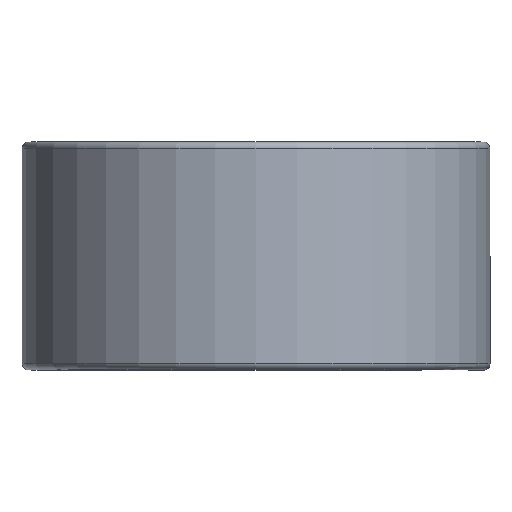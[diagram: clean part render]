
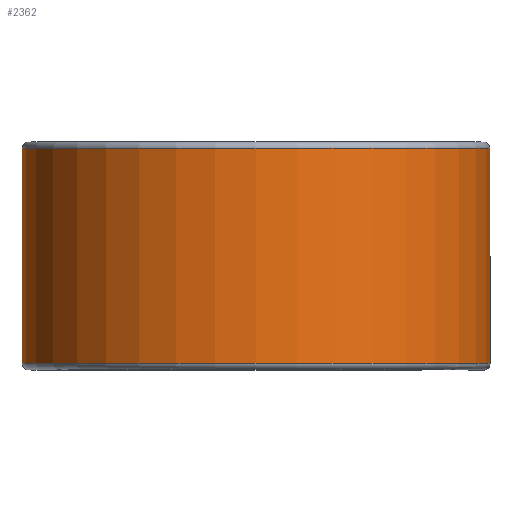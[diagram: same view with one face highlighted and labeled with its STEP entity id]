
A CAD part, top view. The second image highlights one B-rep face of the part: STEP entity #2362.
In plain terms, the highlighted cylindrical face has radius 27.711 mm (diameter 55.423 mm), a partial arc.
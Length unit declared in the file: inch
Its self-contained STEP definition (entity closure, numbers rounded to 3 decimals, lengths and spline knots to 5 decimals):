
#69 = EDGE_CURVE ( 'NONE', #902, #749, #719, .T. ) ;
#223 = VERTEX_POINT ( 'NONE', #1045 ) ;
#284 = CARTESIAN_POINT ( 'NONE',  ( 1.091, 0.50125, 0. ) ) ;
#303 = DIRECTION ( 'NONE',  ( 0., 1., 0. ) ) ;
#351 = ORIENTED_EDGE ( 'NONE', *, *, #2333, .F. ) ;
#368 = CYLINDRICAL_SURFACE ( 'NONE', #1919, 1.091 ) ;
#449 = DIRECTION ( 'NONE',  ( 0., 0., -1. ) ) ;
#471 = EDGE_LOOP ( 'NONE', ( #1602, #2241, #351, #782 ) ) ;
#617 = CARTESIAN_POINT ( 'NONE',  ( 0., -0.50125, 0. ) ) ;
#677 = VECTOR ( 'NONE', #303, 39.37008 ) ;
#719 = LINE ( 'NONE', #284, #677 ) ;
#749 = VERTEX_POINT ( 'NONE', #1257 ) ;
#782 = ORIENTED_EDGE ( 'NONE', *, *, #936, .F. ) ;
#811 = DIRECTION ( 'NONE',  ( 0., 0., -1. ) ) ;
#902 = VERTEX_POINT ( 'NONE', #2020 ) ;
#936 = EDGE_CURVE ( 'NONE', #902, #1261, #1946, .T. ) ;
#1030 = CARTESIAN_POINT ( 'NONE',  ( 0., 0.50125, 0. ) ) ;
#1045 = CARTESIAN_POINT ( 'NONE',  ( 0., 0.50125, -1.091 ) ) ;
#1200 = DIRECTION ( 'NONE',  ( 0., 0., -1. ) ) ;
#1219 = DIRECTION ( 'NONE',  ( 0., 1., 0. ) ) ;
#1243 = FACE_OUTER_BOUND ( 'NONE', #471, .T. ) ;
#1257 = CARTESIAN_POINT ( 'NONE',  ( 1.091, 0.50125, 0. ) ) ;
#1261 = VERTEX_POINT ( 'NONE', #2136 ) ;
#1407 = CARTESIAN_POINT ( 'NONE',  ( 0., 0.50125, -1.091 ) ) ;
#1449 = VECTOR ( 'NONE', #1219, 39.37008 ) ;
#1602 = ORIENTED_EDGE ( 'NONE', *, *, #69, .T. ) ;
#1728 = CARTESIAN_POINT ( 'NONE',  ( 0., 0.5, 0. ) ) ;
#1793 = CIRCLE ( 'NONE', #1959, 1.091 ) ;
#1897 = DIRECTION ( 'NONE',  ( 0., -1., 0. ) ) ;
#1898 = DIRECTION ( 'NONE',  ( 0., -1., 0. ) ) ;
#1919 = AXIS2_PLACEMENT_3D ( 'NONE', #1728, #1897, #449 ) ;
#1946 = CIRCLE ( 'NONE', #2061, 1.091 ) ;
#1959 = AXIS2_PLACEMENT_3D ( 'NONE', #1030, #2223, #1200 ) ;
#2020 = CARTESIAN_POINT ( 'NONE',  ( 1.091, -0.50125, 0. ) ) ;
#2061 = AXIS2_PLACEMENT_3D ( 'NONE', #617, #1898, #811 ) ;
#2100 = LINE ( 'NONE', #1407, #1449 ) ;
#2136 = CARTESIAN_POINT ( 'NONE',  ( 0., -0.50125, -1.091 ) ) ;
#2215 = EDGE_CURVE ( 'NONE', #749, #223, #1793, .T. ) ;
#2223 = DIRECTION ( 'NONE',  ( 0., -1., 0. ) ) ;
#2241 = ORIENTED_EDGE ( 'NONE', *, *, #2215, .T. ) ;
#2333 = EDGE_CURVE ( 'NONE', #1261, #223, #2100, .T. ) ;
#2362 = ADVANCED_FACE ( 'NONE', ( #1243 ), #368, .T. ) ;
